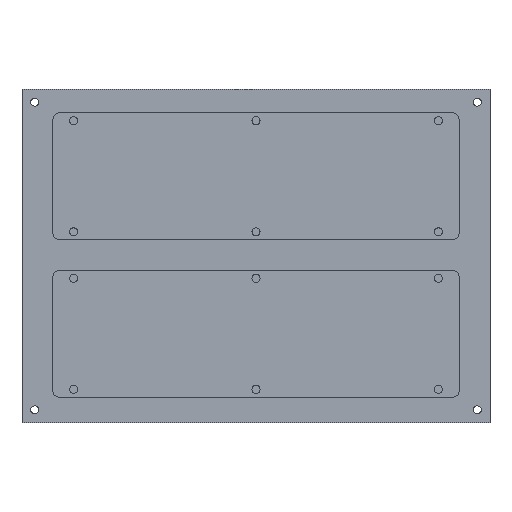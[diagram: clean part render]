
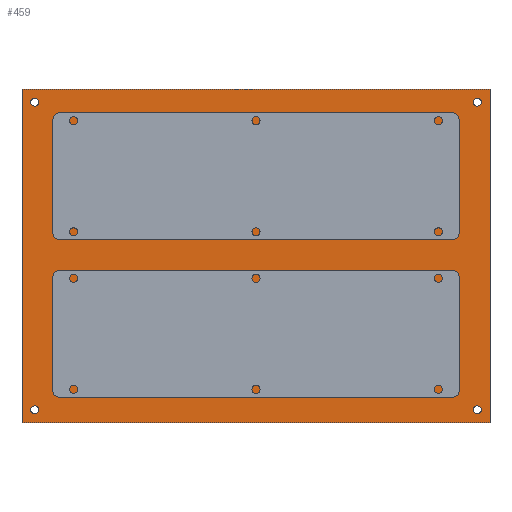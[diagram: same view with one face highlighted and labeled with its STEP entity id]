
A CAD part, top view. The second image highlights one B-rep face of the part: STEP entity #459.
In plain terms, the highlighted face is planar.
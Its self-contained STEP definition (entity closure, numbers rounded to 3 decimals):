
#10 = FACE_BOUND ( 'NONE', #1310, .T. ) ;
#15 = CIRCLE ( 'NONE', #1104, 2.5 ) ;
#28 = FACE_BOUND ( 'NONE', #987, .T. ) ;
#33 = DIRECTION ( 'NONE',  ( 0., 1., 0. ) ) ;
#34 = DIRECTION ( 'NONE',  ( 0., 0., -1. ) ) ;
#52 = ORIENTED_EDGE ( 'NONE', *, *, #249, .F. ) ;
#54 = ORIENTED_EDGE ( 'NONE', *, *, #601, .F. ) ;
#73 = DIRECTION ( 'NONE',  ( -1., 0., 0. ) ) ;
#74 = VERTEX_POINT ( 'NONE', #556 ) ;
#84 = DIRECTION ( 'NONE',  ( -1., 0., 0. ) ) ;
#94 = CARTESIAN_POINT ( 'NONE',  ( -139.5, -97., 0. ) ) ;
#98 = CARTESIAN_POINT ( 'NONE',  ( 139.5, 97., 0. ) ) ;
#143 = FACE_OUTER_BOUND ( 'NONE', #470, .T. ) ;
#172 = ORIENTED_EDGE ( 'NONE', *, *, #312, .F. ) ;
#197 = AXIS2_PLACEMENT_3D ( 'NONE', #679, #376, #84 ) ;
#205 = DIRECTION ( 'NONE',  ( 0., 0., 1. ) ) ;
#212 = CARTESIAN_POINT ( 'NONE',  ( 147.5, -105., 0. ) ) ;
#214 = CIRCLE ( 'NONE', #364, 2.5 ) ;
#233 = DIRECTION ( 'NONE',  ( -1., 0., 0. ) ) ;
#239 = AXIS2_PLACEMENT_3D ( 'NONE', #917, #492, #1212 ) ;
#249 = EDGE_CURVE ( 'NONE', #967, #328, #694, .T. ) ;
#250 = CARTESIAN_POINT ( 'NONE',  ( 139.5, -97., 0. ) ) ;
#258 = CARTESIAN_POINT ( 'NONE',  ( 147.5, 105., 0. ) ) ;
#266 = CIRCLE ( 'NONE', #239, 2.5 ) ;
#296 = DIRECTION ( 'NONE',  ( 0., 0., 1. ) ) ;
#301 = CARTESIAN_POINT ( 'NONE',  ( 139.5, 97., 0. ) ) ;
#312 = EDGE_CURVE ( 'NONE', #1282, #909, #838, .T. ) ;
#315 = ORIENTED_EDGE ( 'NONE', *, *, #669, .T. ) ;
#316 = FACE_BOUND ( 'NONE', #479, .T. ) ;
#328 = VERTEX_POINT ( 'NONE', #381 ) ;
#361 = VERTEX_POINT ( 'NONE', #807 ) ;
#364 = AXIS2_PLACEMENT_3D ( 'NONE', #301, #205, #73 ) ;
#369 = CARTESIAN_POINT ( 'NONE',  ( 0., 0., 0. ) ) ;
#376 = DIRECTION ( 'NONE',  ( 0., 0., -1. ) ) ;
#381 = CARTESIAN_POINT ( 'NONE',  ( -147.5, 105., 0. ) ) ;
#398 = ORIENTED_EDGE ( 'NONE', *, *, #562, .F. ) ;
#401 = VERTEX_POINT ( 'NONE', #1033 ) ;
#410 = CARTESIAN_POINT ( 'NONE',  ( 142., 97., 0. ) ) ;
#412 = DIRECTION ( 'NONE',  ( -1., 0., 0. ) ) ;
#415 = EDGE_CURVE ( 'NONE', #641, #361, #1179, .T. ) ;
#419 = CARTESIAN_POINT ( 'NONE',  ( -137., 97., 0. ) ) ;
#427 = EDGE_CURVE ( 'NONE', #328, #401, #721, .T. ) ;
#431 = VECTOR ( 'NONE', #233, 1000. ) ;
#459 = ADVANCED_FACE ( 'NONE', ( #316, #28, #10, #462, #143 ), #676, .T. ) ;
#462 = FACE_BOUND ( 'NONE', #1276, .T. ) ;
#470 = EDGE_LOOP ( 'NONE', ( #398, #1061, #500, #52 ) ) ;
#479 = EDGE_LOOP ( 'NONE', ( #697, #701 ) ) ;
#485 = LINE ( 'NONE', #212, #541 ) ;
#492 = DIRECTION ( 'NONE',  ( 0., 0., -1. ) ) ;
#500 = ORIENTED_EDGE ( 'NONE', *, *, #427, .F. ) ;
#506 = DIRECTION ( 'NONE',  ( -1., 0., 0. ) ) ;
#521 = DIRECTION ( 'NONE',  ( 0., -1., 0. ) ) ;
#532 = CARTESIAN_POINT ( 'NONE',  ( -147.5, 105., 0. ) ) ;
#538 = EDGE_CURVE ( 'NONE', #909, #1282, #844, .T. ) ;
#541 = VECTOR ( 'NONE', #1045, 1000. ) ;
#556 = CARTESIAN_POINT ( 'NONE',  ( 137., -97., 0. ) ) ;
#557 = LINE ( 'NONE', #969, #673 ) ;
#560 = VERTEX_POINT ( 'NONE', #1298 ) ;
#562 = EDGE_CURVE ( 'NONE', #725, #967, #557, .T. ) ;
#573 = VERTEX_POINT ( 'NONE', #794 ) ;
#601 = EDGE_CURVE ( 'NONE', #74, #560, #266, .T. ) ;
#607 = EDGE_CURVE ( 'NONE', #737, #573, #1022, .T. ) ;
#641 = VERTEX_POINT ( 'NONE', #410 ) ;
#660 = EDGE_CURVE ( 'NONE', #573, #737, #15, .T. ) ;
#665 = DIRECTION ( 'NONE',  ( 0., 0., -1. ) ) ;
#669 = EDGE_CURVE ( 'NONE', #361, #641, #214, .T. ) ;
#673 = VECTOR ( 'NONE', #33, 1000. ) ;
#676 = PLANE ( 'NONE',  #1052 ) ;
#679 = CARTESIAN_POINT ( 'NONE',  ( -139.5, 97., 0. ) ) ;
#680 = EDGE_CURVE ( 'NONE', #401, #725, #485, .T. ) ;
#681 = ORIENTED_EDGE ( 'NONE', *, *, #538, .F. ) ;
#694 = LINE ( 'NONE', #912, #431 ) ;
#697 = ORIENTED_EDGE ( 'NONE', *, *, #660, .T. ) ;
#701 = ORIENTED_EDGE ( 'NONE', *, *, #607, .T. ) ;
#721 = LINE ( 'NONE', #532, #1059 ) ;
#725 = VERTEX_POINT ( 'NONE', #1134 ) ;
#737 = VERTEX_POINT ( 'NONE', #824 ) ;
#763 = CARTESIAN_POINT ( 'NONE',  ( -139.5, 97., 0. ) ) ;
#779 = DIRECTION ( 'NONE',  ( 0., 0., -1. ) ) ;
#781 = DIRECTION ( 'NONE',  ( -1., 0., 0. ) ) ;
#794 = CARTESIAN_POINT ( 'NONE',  ( -137., -97., 0. ) ) ;
#807 = CARTESIAN_POINT ( 'NONE',  ( 137., 97., 0. ) ) ;
#816 = AXIS2_PLACEMENT_3D ( 'NONE', #763, #779, #1190 ) ;
#824 = CARTESIAN_POINT ( 'NONE',  ( -142., -97., 0. ) ) ;
#838 = CIRCLE ( 'NONE', #197, 2.5 ) ;
#840 = CIRCLE ( 'NONE', #1224, 2.5 ) ;
#844 = CIRCLE ( 'NONE', #816, 2.5 ) ;
#889 = AXIS2_PLACEMENT_3D ( 'NONE', #98, #921, #412 ) ;
#909 = VERTEX_POINT ( 'NONE', #419 ) ;
#912 = CARTESIAN_POINT ( 'NONE',  ( 147.5, 105., 0. ) ) ;
#917 = CARTESIAN_POINT ( 'NONE',  ( 139.5, -97., 0. ) ) ;
#921 = DIRECTION ( 'NONE',  ( 0., 0., 1. ) ) ;
#967 = VERTEX_POINT ( 'NONE', #258 ) ;
#969 = CARTESIAN_POINT ( 'NONE',  ( 147.5, 105., 0. ) ) ;
#987 = EDGE_LOOP ( 'NONE', ( #1112, #54 ) ) ;
#1022 = CIRCLE ( 'NONE', #1185, 2.5 ) ;
#1024 = DIRECTION ( 'NONE',  ( -1., 0., 0. ) ) ;
#1026 = CARTESIAN_POINT ( 'NONE',  ( -139.5, -97., 0. ) ) ;
#1033 = CARTESIAN_POINT ( 'NONE',  ( -147.5, -105., 0. ) ) ;
#1045 = DIRECTION ( 'NONE',  ( 1., 0., 0. ) ) ;
#1052 = AXIS2_PLACEMENT_3D ( 'NONE', #369, #665, #1174 ) ;
#1059 = VECTOR ( 'NONE', #521, 1000. ) ;
#1061 = ORIENTED_EDGE ( 'NONE', *, *, #680, .F. ) ;
#1099 = DIRECTION ( 'NONE',  ( 0., 0., 1. ) ) ;
#1104 = AXIS2_PLACEMENT_3D ( 'NONE', #94, #1099, #506 ) ;
#1112 = ORIENTED_EDGE ( 'NONE', *, *, #1326, .F. ) ;
#1134 = CARTESIAN_POINT ( 'NONE',  ( 147.5, -105., 0. ) ) ;
#1169 = CARTESIAN_POINT ( 'NONE',  ( -142., 97., 0. ) ) ;
#1170 = ORIENTED_EDGE ( 'NONE', *, *, #415, .T. ) ;
#1174 = DIRECTION ( 'NONE',  ( -1., 0., 0. ) ) ;
#1179 = CIRCLE ( 'NONE', #889, 2.5 ) ;
#1185 = AXIS2_PLACEMENT_3D ( 'NONE', #1026, #296, #1024 ) ;
#1190 = DIRECTION ( 'NONE',  ( -1., 0., 0. ) ) ;
#1212 = DIRECTION ( 'NONE',  ( -1., 0., 0. ) ) ;
#1224 = AXIS2_PLACEMENT_3D ( 'NONE', #250, #34, #781 ) ;
#1276 = EDGE_LOOP ( 'NONE', ( #681, #172 ) ) ;
#1282 = VERTEX_POINT ( 'NONE', #1169 ) ;
#1298 = CARTESIAN_POINT ( 'NONE',  ( 142., -97., 0. ) ) ;
#1310 = EDGE_LOOP ( 'NONE', ( #1170, #315 ) ) ;
#1326 = EDGE_CURVE ( 'NONE', #560, #74, #840, .T. ) ;
